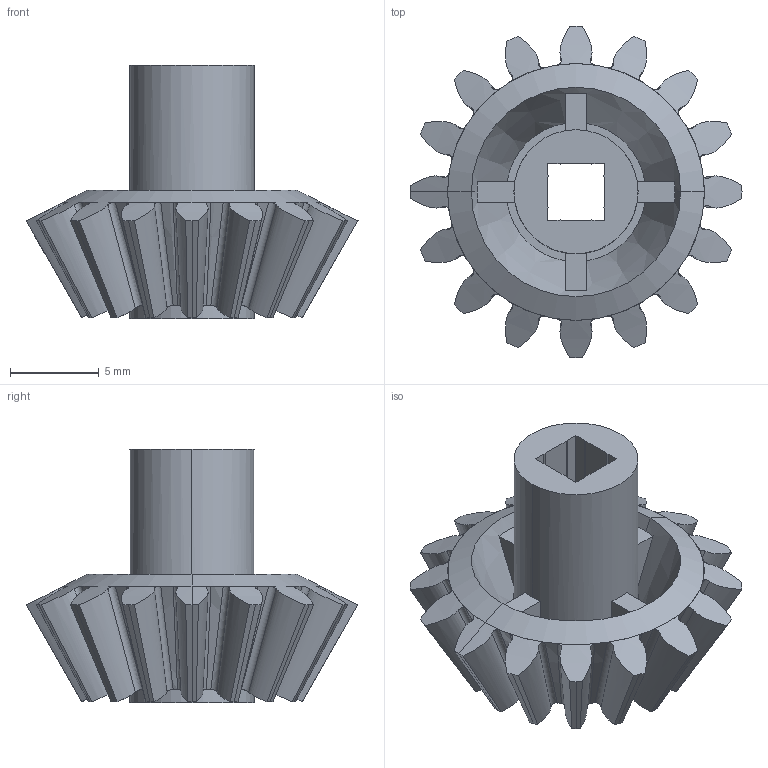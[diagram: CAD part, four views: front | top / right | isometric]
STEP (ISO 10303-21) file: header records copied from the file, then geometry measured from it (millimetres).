
FILE_DESCRIPTION (( 'STEP AP214' ), '1' );
FILE_NAME ('276-2045-051 Rev1.STEP', '2015-09-21T18:17:57', ( 'svradm' ), ( '' ), 'SwSTEP 2.0', 'SolidWorks 2015', '' );
FILE_SCHEMA (( 'AUTOMOTIVE_DESIGN' ));
Length unit declared in the file: inch
Products named in the file (1): 276-2045-051 Rev1
Bounding box: 18.73 x 18.73 x 14.28 mm (x, y, z)
Volume: 1024.9 mm3; surface area: 1876.1 mm2
Topology: 18 solids, 18 shells, 230 faces, 573 edges, 380 vertices
Faces by surface type: bspline 134, plane 49, cone 43, cylinder 4
Entity records: 12871 total; most frequent: CARTESIAN_POINT 8177, ORIENTED_EDGE 1146, EDGE_CURVE 573, DIRECTION 472, VERTEX_POINT 380, B_SPLINE_CURVE_WITH_KNOTS 327, EDGE_LOOP 233, FACE_OUTER_BOUND 230
